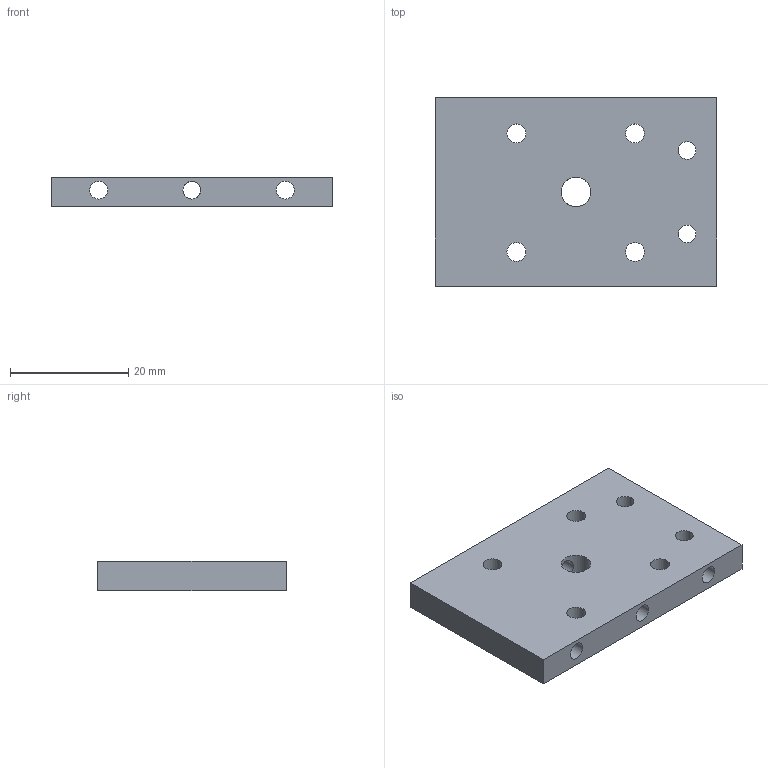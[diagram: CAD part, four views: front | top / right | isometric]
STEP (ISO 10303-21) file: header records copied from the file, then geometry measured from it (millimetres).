
FILE_DESCRIPTION(/* description */ (''),/* implementation_level */ '2;1');
FILE_NAME(/* name */ 'piece 2.step',/* time_stamp */ '2022-01-05T16:59:43+01:00',/* author */ (''),/* organization */ (''),/* preprocessor_version */ 'ST-DEVELOPER v18.1',/* originating_system */ 'Autodesk Translation Framework v10.10.0.1391',/* authorisation */ '');
FILE_SCHEMA (('AUTOMOTIVE_DESIGN { 1 0 10303 214 3 1 1 }'));
Length unit declared in the file: millimetre
Products named in the file (1): (Non enregistré)
Bounding box: 47.5 x 31.75 x 5 mm (x, y, z)
Volume: 6571.3 mm3; surface area: 4848.6 mm2
Topology: 1 solids, 1 shells, 17 faces, 47 edges, 32 vertices
Faces by surface type: cylinder 11, plane 6
Full cylindrical faces by diameter (mm): 3 x6, 3.2 x4, 5 x1
Entity records: 694 total; most frequent: CARTESIAN_POINT 165, DIRECTION 99, ORIENTED_EDGE 94, EDGE_CURVE 47, EDGE_LOOP 39, AXIS2_PLACEMENT_3D 38, VERTEX_POINT 32, LINE 23
